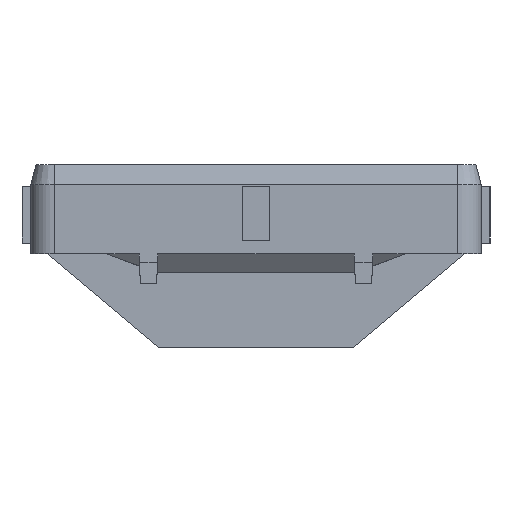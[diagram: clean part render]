
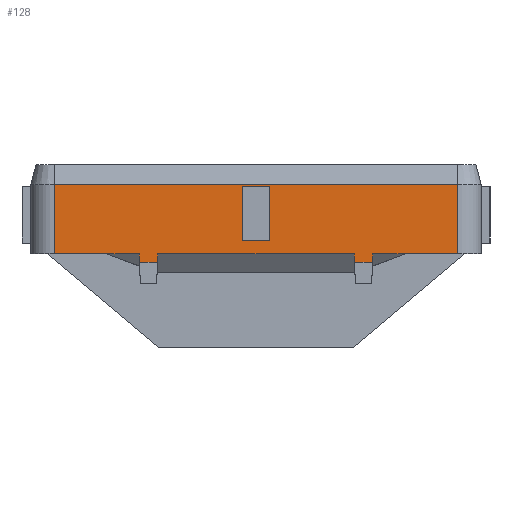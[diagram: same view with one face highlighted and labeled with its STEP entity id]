
A CAD part, left-side view. The second image highlights one B-rep face of the part: STEP entity #128.
In plain terms, the highlighted planar face has unit normal (-1, 0, 0).
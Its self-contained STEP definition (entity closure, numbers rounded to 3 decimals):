
#83=FACE_BOUND('',#632,.T.);
#84=FACE_BOUND('',#633,.T.);
#128=ADVANCED_FACE('',(#83,#84),#298,.F.);
#298=PLANE('',#3530);
#632=EDGE_LOOP('',(#1156,#1157,#1158,#1159));
#633=EDGE_LOOP('',(#1160,#1161,#1162,#1163,#1164,#1165,#1166,#1167,#1168,
#1169,#1170,#1171,#1172,#1173));
#1156=ORIENTED_EDGE('',*,*,#2359,.T.);
#1157=ORIENTED_EDGE('',*,*,#2360,.F.);
#1158=ORIENTED_EDGE('',*,*,#2361,.T.);
#1159=ORIENTED_EDGE('',*,*,#2362,.T.);
#1160=ORIENTED_EDGE('',*,*,#2363,.T.);
#1161=ORIENTED_EDGE('',*,*,#2364,.T.);
#1162=ORIENTED_EDGE('',*,*,#2365,.T.);
#1163=ORIENTED_EDGE('',*,*,#2366,.T.);
#1164=ORIENTED_EDGE('',*,*,#2367,.T.);
#1165=ORIENTED_EDGE('',*,*,#2267,.T.);
#1166=ORIENTED_EDGE('',*,*,#2062,.T.);
#1167=ORIENTED_EDGE('',*,*,#2368,.T.);
#1168=ORIENTED_EDGE('',*,*,#2073,.F.);
#1169=ORIENTED_EDGE('',*,*,#2259,.T.);
#1170=ORIENTED_EDGE('',*,*,#2090,.F.);
#1171=ORIENTED_EDGE('',*,*,#2369,.F.);
#1172=ORIENTED_EDGE('',*,*,#2081,.T.);
#1173=ORIENTED_EDGE('',*,*,#2243,.T.);
#1742=VERTEX_POINT('',#4529);
#1743=VERTEX_POINT('',#4530);
#1753=VERTEX_POINT('',#4551);
#1754=VERTEX_POINT('',#4553);
#1760=VERTEX_POINT('',#4567);
#1762=VERTEX_POINT('',#4570);
#1770=VERTEX_POINT('',#4588);
#1771=VERTEX_POINT('',#4589);
#1910=VERTEX_POINT('',#4894);
#1918=VERTEX_POINT('',#4936);
#1986=VERTEX_POINT('',#5109);
#1987=VERTEX_POINT('',#5110);
#1988=VERTEX_POINT('',#5112);
#1989=VERTEX_POINT('',#5114);
#1990=VERTEX_POINT('',#5117);
#1991=VERTEX_POINT('',#5119);
#1992=VERTEX_POINT('',#5121);
#1993=VERTEX_POINT('',#5123);
#2062=EDGE_CURVE('',#1742,#1743,#2550,.T.);
#2073=EDGE_CURVE('',#1753,#1754,#2561,.T.);
#2081=EDGE_CURVE('',#1762,#1760,#2569,.T.);
#2090=EDGE_CURVE('',#1770,#1771,#2578,.T.);
#2243=EDGE_CURVE('',#1760,#1910,#2729,.T.);
#2259=EDGE_CURVE('',#1753,#1771,#2745,.T.);
#2267=EDGE_CURVE('',#1918,#1742,#2753,.T.);
#2359=EDGE_CURVE('',#1986,#1987,#2843,.T.);
#2360=EDGE_CURVE('',#1988,#1987,#2844,.T.);
#2361=EDGE_CURVE('',#1988,#1989,#2845,.T.);
#2362=EDGE_CURVE('',#1989,#1986,#2846,.T.);
#2363=EDGE_CURVE('',#1910,#1990,#2847,.T.);
#2364=EDGE_CURVE('',#1990,#1991,#2848,.T.);
#2365=EDGE_CURVE('',#1991,#1992,#2849,.T.);
#2366=EDGE_CURVE('',#1992,#1993,#2850,.T.);
#2367=EDGE_CURVE('',#1993,#1918,#2851,.T.);
#2368=EDGE_CURVE('',#1743,#1754,#2852,.T.);
#2369=EDGE_CURVE('',#1762,#1770,#2853,.T.);
#2550=LINE('',#4528,#3018);
#2561=LINE('',#4552,#3029);
#2569=LINE('',#4569,#3037);
#2578=LINE('',#4587,#3046);
#2729=LINE('',#4895,#3197);
#2745=LINE('',#4921,#3213);
#2753=LINE('',#4935,#3221);
#2843=LINE('',#5108,#3311);
#2844=LINE('',#5111,#3312);
#2845=LINE('',#5113,#3313);
#2846=LINE('',#5115,#3314);
#2847=LINE('',#5116,#3315);
#2848=LINE('',#5118,#3316);
#2849=LINE('',#5120,#3317);
#2850=LINE('',#5122,#3318);
#2851=LINE('',#5124,#3319);
#2852=LINE('',#5125,#3320);
#2853=LINE('',#5126,#3321);
#3018=VECTOR('',#3679,1.);
#3029=VECTOR('',#3692,1.);
#3037=VECTOR('',#3702,1.);
#3046=VECTOR('',#3713,1.);
#3197=VECTOR('',#3896,1.);
#3213=VECTOR('',#3924,1.);
#3221=VECTOR('',#3938,1.);
#3311=VECTOR('',#4058,1.);
#3312=VECTOR('',#4059,1.);
#3313=VECTOR('',#4060,1.);
#3314=VECTOR('',#4061,1.);
#3315=VECTOR('',#4062,1.);
#3316=VECTOR('',#4063,1.);
#3317=VECTOR('',#4064,1.);
#3318=VECTOR('',#4065,1.);
#3319=VECTOR('',#4066,1.);
#3320=VECTOR('',#4067,1.);
#3321=VECTOR('',#4068,1.);
#3530=AXIS2_PLACEMENT_3D('',#5127,#4069,#4070);
#3679=DIRECTION('',(0.,-0.035,-0.999));
#3692=DIRECTION('',(0.,0.035,-0.999));
#3702=DIRECTION('',(0.,-0.035,0.999));
#3713=DIRECTION('',(0.,0.035,0.999));
#3896=DIRECTION('',(0.,-1.,0.));
#3924=DIRECTION('',(0.,-1.,0.));
#3938=DIRECTION('',(0.,-1.,0.));
#4058=DIRECTION('',(0.,0.,-1.));
#4059=DIRECTION('',(0.,-1.,0.));
#4060=DIRECTION('',(0.,0.,1.));
#4061=DIRECTION('',(0.,-1.,0.));
#4062=DIRECTION('',(0.,0.,1.));
#4063=DIRECTION('',(0.,0.,1.));
#4064=DIRECTION('',(0.,1.,0.));
#4065=DIRECTION('',(0.,0.,-1.));
#4066=DIRECTION('',(0.,0.,-1.));
#4067=DIRECTION('',(0.,-1.,0.));
#4068=DIRECTION('',(0.,1.,0.));
#4069=DIRECTION('',(1.,0.,0.));
#4070=DIRECTION('',(0.,0.,-1.));
#4528=CARTESIAN_POINT('',(-54.7,10.8,-1.));
#4529=CARTESIAN_POINT('',(-54.7,10.859,0.7));
#4530=CARTESIAN_POINT('',(-54.7,10.831,-0.1));
#4551=CARTESIAN_POINT('',(-54.7,9.141,0.7));
#4552=CARTESIAN_POINT('',(-54.7,9.2,-1.));
#4553=CARTESIAN_POINT('',(-54.7,9.169,-0.1));
#4567=CARTESIAN_POINT('',(-54.7,-10.859,0.7));
#4569=CARTESIAN_POINT('',(-54.7,-10.831,-0.101));
#4570=CARTESIAN_POINT('',(-54.7,-10.831,-0.1));
#4587=CARTESIAN_POINT('',(-54.7,-9.171,-0.157));
#4588=CARTESIAN_POINT('',(-54.7,-9.169,-0.1));
#4589=CARTESIAN_POINT('',(-54.7,-9.141,0.7));
#4894=CARTESIAN_POINT('',(-54.7,-18.751,0.7));
#4895=CARTESIAN_POINT('',(-54.7,-18.751,0.7));
#4921=CARTESIAN_POINT('',(-54.7,-18.751,0.7));
#4935=CARTESIAN_POINT('',(-54.7,-18.751,0.7));
#4936=CARTESIAN_POINT('',(-54.7,18.751,0.7));
#5108=CARTESIAN_POINT('',(-54.7,-1.275,2.85));
#5109=CARTESIAN_POINT('',(-54.7,-1.275,7.));
#5110=CARTESIAN_POINT('',(-54.7,-1.275,1.9));
#5111=CARTESIAN_POINT('',(-54.7,3.,1.9));
#5112=CARTESIAN_POINT('',(-54.7,1.275,1.9));
#5113=CARTESIAN_POINT('',(-54.7,1.275,2.85));
#5114=CARTESIAN_POINT('',(-54.7,1.275,7.));
#5115=CARTESIAN_POINT('',(-54.7,3.,7.));
#5116=CARTESIAN_POINT('',(-54.7,-18.751,2.85));
#5117=CARTESIAN_POINT('',(-54.7,-18.751,2.85));
#5118=CARTESIAN_POINT('',(-54.7,-18.75,-1.75));
#5119=CARTESIAN_POINT('',(-54.7,-18.75,7.134));
#5120=CARTESIAN_POINT('',(-54.7,-19.85,7.134));
#5121=CARTESIAN_POINT('',(-54.7,18.75,7.134));
#5122=CARTESIAN_POINT('',(-54.7,18.75,-1.75));
#5123=CARTESIAN_POINT('',(-54.7,18.751,2.85));
#5124=CARTESIAN_POINT('',(-54.7,18.751,2.85));
#5125=CARTESIAN_POINT('',(-54.7,10.8,-0.1));
#5126=CARTESIAN_POINT('',(-54.7,-10.8,-0.1));
#5127=CARTESIAN_POINT('',(-54.7,-19.85,-1.75));
